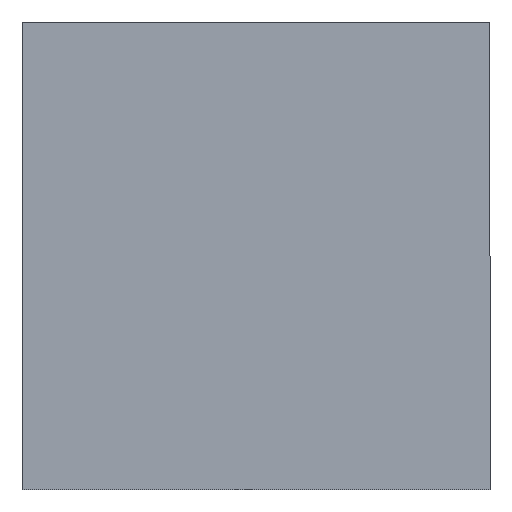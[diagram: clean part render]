
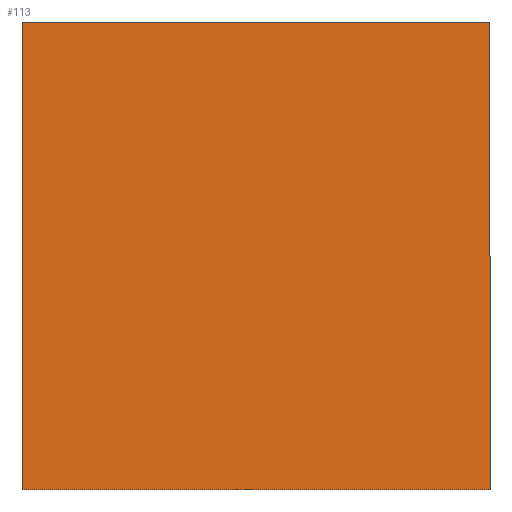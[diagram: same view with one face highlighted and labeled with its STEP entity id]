
A CAD part, front view. The second image highlights one B-rep face of the part: STEP entity #113.
In plain terms, the highlighted planar face has unit normal (0, -1, 0).
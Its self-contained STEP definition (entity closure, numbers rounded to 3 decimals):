
#14 = DIRECTION ( 'NONE',  ( 0., 0., 1. ) ) ;
#23 = LINE ( 'NONE', #28, #104 ) ;
#28 = CARTESIAN_POINT ( 'NONE',  ( -40., 0., -40. ) ) ;
#30 = DIRECTION ( 'NONE',  ( 1., 0., 0. ) ) ;
#31 = VERTEX_POINT ( 'NONE', #165 ) ;
#32 = CARTESIAN_POINT ( 'NONE',  ( 40., 0., -40. ) ) ;
#34 = DIRECTION ( 'NONE',  ( 0., 0., -1. ) ) ;
#36 = DIRECTION ( 'NONE',  ( 0., 1., 0. ) ) ;
#45 = CARTESIAN_POINT ( 'NONE',  ( -40., 0., -40. ) ) ;
#53 = EDGE_CURVE ( 'NONE', #148, #31, #93, .T. ) ;
#64 = CARTESIAN_POINT ( 'NONE',  ( -40., 0., 40. ) ) ;
#66 = CARTESIAN_POINT ( 'NONE',  ( 40., 0., -40. ) ) ;
#68 = LINE ( 'NONE', #66, #151 ) ;
#71 = ORIENTED_EDGE ( 'NONE', *, *, #119, .F. ) ;
#72 = AXIS2_PLACEMENT_3D ( 'NONE', #95, #36, #14 ) ;
#82 = DIRECTION ( 'NONE',  ( 0., 0., 1. ) ) ;
#85 = VERTEX_POINT ( 'NONE', #32 ) ;
#90 = ORIENTED_EDGE ( 'NONE', *, *, #53, .F. ) ;
#93 = LINE ( 'NONE', #137, #134 ) ;
#95 = CARTESIAN_POINT ( 'NONE',  ( 0., 0., 0. ) ) ;
#104 = VECTOR ( 'NONE', #180, 1000. ) ;
#108 = FACE_OUTER_BOUND ( 'NONE', #146, .T. ) ;
#113 = ADVANCED_FACE ( 'NONE', ( #108 ), #175, .F. ) ;
#119 = EDGE_CURVE ( 'NONE', #174, #85, #68, .T. ) ;
#121 = ORIENTED_EDGE ( 'NONE', *, *, #128, .F. ) ;
#128 = EDGE_CURVE ( 'NONE', #31, #174, #186, .T. ) ;
#134 = VECTOR ( 'NONE', #82, 1000. ) ;
#137 = CARTESIAN_POINT ( 'NONE',  ( -40., 0., -40. ) ) ;
#139 = EDGE_CURVE ( 'NONE', #85, #148, #23, .T. ) ;
#146 = EDGE_LOOP ( 'NONE', ( #71, #121, #90, #188 ) ) ;
#148 = VERTEX_POINT ( 'NONE', #45 ) ;
#151 = VECTOR ( 'NONE', #34, 1000. ) ;
#165 = CARTESIAN_POINT ( 'NONE',  ( -40., 0., 40. ) ) ;
#174 = VERTEX_POINT ( 'NONE', #201 ) ;
#175 = PLANE ( 'NONE',  #72 ) ;
#179 = VECTOR ( 'NONE', #30, 1000. ) ;
#180 = DIRECTION ( 'NONE',  ( -1., 0., 0. ) ) ;
#186 = LINE ( 'NONE', #64, #179 ) ;
#188 = ORIENTED_EDGE ( 'NONE', *, *, #139, .F. ) ;
#201 = CARTESIAN_POINT ( 'NONE',  ( 40., 0., 40. ) ) ;
